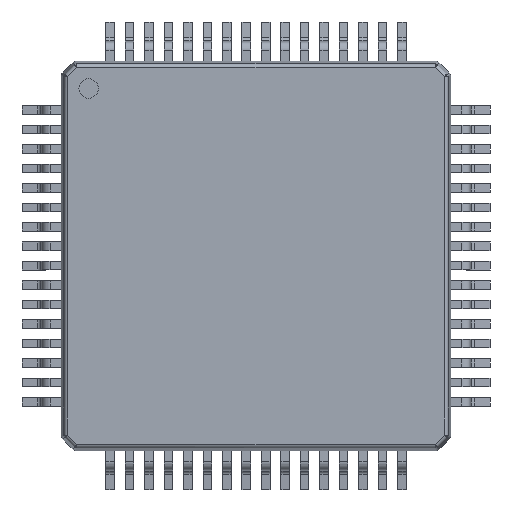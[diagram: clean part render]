
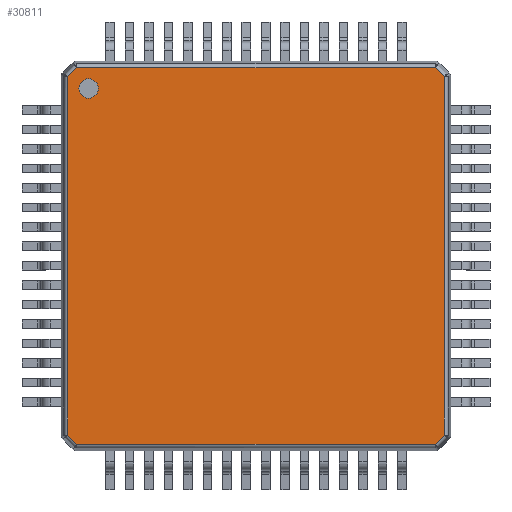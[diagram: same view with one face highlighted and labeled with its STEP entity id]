
A CAD part, top view. The second image highlights one B-rep face of the part: STEP entity #30811.
In plain terms, the highlighted planar face has unit normal (0, 0, 1).
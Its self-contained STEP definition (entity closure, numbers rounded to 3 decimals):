
#96 = EDGE_CURVE ( 'NONE', #2525, #12991, #2081, .T. ) ;
#840 = ORIENTED_EDGE ( 'NONE', *, *, #17764, .T. ) ;
#962 = LINE ( 'NONE', #5952, #17346 ) ;
#1105 = EDGE_CURVE ( 'NONE', #2585, #13135, #26231, .T. ) ;
#1143 = LINE ( 'NONE', #7691, #27700 ) ;
#1254 = DIRECTION ( 'NONE',  ( -0.707, -0.707, 0. ) ) ;
#1394 = EDGE_CURVE ( 'NONE', #22891, #2080, #29658, .T. ) ;
#2080 = VERTEX_POINT ( 'NONE', #24439 ) ;
#2081 = LINE ( 'NONE', #13475, #26888 ) ;
#2525 = VERTEX_POINT ( 'NONE', #5208 ) ;
#2585 = VERTEX_POINT ( 'NONE', #12849 ) ;
#2674 = ORIENTED_EDGE ( 'NONE', *, *, #96, .T. ) ;
#2906 = DIRECTION ( 'NONE',  ( 0., 0., 1. ) ) ;
#3108 = AXIS2_PLACEMENT_3D ( 'NONE', #21596, #23302, #4889 ) ;
#3229 = DIRECTION ( 'NONE',  ( -0.707, 0.707, 0. ) ) ;
#3762 = CARTESIAN_POINT ( 'NONE',  ( -4.834, 4.601, 1.5 ) ) ;
#3830 = CARTESIAN_POINT ( 'NONE',  ( 4.601, 4.834, 1.5 ) ) ;
#4191 = ORIENTED_EDGE ( 'NONE', *, *, #1105, .T. ) ;
#4257 = CARTESIAN_POINT ( 'NONE',  ( -4.601, 4.834, 1.5 ) ) ;
#4701 = EDGE_LOOP ( 'NONE', ( #8605, #840, #16074, #4191, #26138, #2674, #8321, #29857 ) ) ;
#4889 = DIRECTION ( 'NONE',  ( -1., 0., 0. ) ) ;
#5208 = CARTESIAN_POINT ( 'NONE',  ( 4.834, -4.601, 1.5 ) ) ;
#5311 = VECTOR ( 'NONE', #6589, 1000. ) ;
#5671 = EDGE_CURVE ( 'NONE', #13737, #30270, #16569, .T. ) ;
#5707 = FACE_BOUND ( 'NONE', #19630, .T. ) ;
#5857 = VECTOR ( 'NONE', #3229, 1000. ) ;
#5864 = LINE ( 'NONE', #24598, #5857 ) ;
#5952 = CARTESIAN_POINT ( 'NONE',  ( 4.601, 4.834, 1.5 ) ) ;
#6589 = DIRECTION ( 'NONE',  ( 1., 0., 0. ) ) ;
#6896 = VECTOR ( 'NONE', #24664, 1000. ) ;
#7691 = CARTESIAN_POINT ( 'NONE',  ( -4.834, -4.601, 1.5 ) ) ;
#8116 = CARTESIAN_POINT ( 'NONE',  ( 4.601, -4.834, 1.5 ) ) ;
#8321 = ORIENTED_EDGE ( 'NONE', *, *, #28939, .T. ) ;
#8605 = ORIENTED_EDGE ( 'NONE', *, *, #1394, .T. ) ;
#8928 = CARTESIAN_POINT ( 'NONE',  ( -4.05, 4.3, 1.5 ) ) ;
#8946 = ORIENTED_EDGE ( 'NONE', *, *, #19402, .T. ) ;
#8953 = EDGE_CURVE ( 'NONE', #13135, #2525, #15288, .T. ) ;
#9738 = CARTESIAN_POINT ( 'NONE',  ( -4.55, 4.3, 1.5 ) ) ;
#10983 = DIRECTION ( 'NONE',  ( 0., 1., 0. ) ) ;
#11044 = CIRCLE ( 'NONE', #30472, 0.25 ) ;
#11950 = AXIS2_PLACEMENT_3D ( 'NONE', #29585, #2906, #21783 ) ;
#12849 = CARTESIAN_POINT ( 'NONE',  ( -4.601, -4.834, 1.5 ) ) ;
#12991 = VERTEX_POINT ( 'NONE', #23590 ) ;
#13130 = CARTESIAN_POINT ( 'NONE',  ( -4.601, 4.834, 1.5 ) ) ;
#13135 = VERTEX_POINT ( 'NONE', #29336 ) ;
#13475 = CARTESIAN_POINT ( 'NONE',  ( 4.834, -4.601, 1.5 ) ) ;
#13737 = VERTEX_POINT ( 'NONE', #9738 ) ;
#13923 = EDGE_CURVE ( 'NONE', #25124, #2585, #1143, .T. ) ;
#14375 = CARTESIAN_POINT ( 'NONE',  ( -4.601, -4.834, 1.5 ) ) ;
#14744 = CARTESIAN_POINT ( 'NONE',  ( -4.3, 4.3, 1.5 ) ) ;
#15142 = EDGE_CURVE ( 'NONE', #25493, #22891, #962, .T. ) ;
#15288 = LINE ( 'NONE', #8116, #16943 ) ;
#15299 = LINE ( 'NONE', #3762, #6896 ) ;
#16074 = ORIENTED_EDGE ( 'NONE', *, *, #13923, .T. ) ;
#16569 = CIRCLE ( 'NONE', #3108, 0.25 ) ;
#16943 = VECTOR ( 'NONE', #25121, 1000. ) ;
#17115 = DIRECTION ( 'NONE',  ( 1., 0., 0. ) ) ;
#17346 = VECTOR ( 'NONE', #24998, 1000. ) ;
#17764 = EDGE_CURVE ( 'NONE', #2080, #25124, #15299, .T. ) ;
#17832 = DIRECTION ( 'NONE',  ( 0.707, -0.707, 0. ) ) ;
#19402 = EDGE_CURVE ( 'NONE', #30270, #13737, #11044, .T. ) ;
#19630 = EDGE_LOOP ( 'NONE', ( #25982, #8946 ) ) ;
#19752 = PLANE ( 'NONE',  #11950 ) ;
#21317 = DIRECTION ( 'NONE',  ( 0., 0., -1. ) ) ;
#21596 = CARTESIAN_POINT ( 'NONE',  ( -4.3, 4.3, 1.5 ) ) ;
#21783 = DIRECTION ( 'NONE',  ( 1., 0., 0. ) ) ;
#22728 = CARTESIAN_POINT ( 'NONE',  ( -4.834, -4.601, 1.5 ) ) ;
#22891 = VERTEX_POINT ( 'NONE', #4257 ) ;
#23302 = DIRECTION ( 'NONE',  ( 0., 0., -1. ) ) ;
#23590 = CARTESIAN_POINT ( 'NONE',  ( 4.834, 4.601, 1.5 ) ) ;
#24439 = CARTESIAN_POINT ( 'NONE',  ( -4.834, 4.601, 1.5 ) ) ;
#24585 = FACE_OUTER_BOUND ( 'NONE', #4701, .T. ) ;
#24598 = CARTESIAN_POINT ( 'NONE',  ( 4.834, 4.601, 1.5 ) ) ;
#24664 = DIRECTION ( 'NONE',  ( 0., -1., 0. ) ) ;
#24998 = DIRECTION ( 'NONE',  ( -1., 0., 0. ) ) ;
#25121 = DIRECTION ( 'NONE',  ( 0.707, 0.707, 0. ) ) ;
#25124 = VERTEX_POINT ( 'NONE', #22728 ) ;
#25493 = VERTEX_POINT ( 'NONE', #3830 ) ;
#25982 = ORIENTED_EDGE ( 'NONE', *, *, #5671, .T. ) ;
#26138 = ORIENTED_EDGE ( 'NONE', *, *, #8953, .T. ) ;
#26231 = LINE ( 'NONE', #14375, #5311 ) ;
#26888 = VECTOR ( 'NONE', #10983, 1000. ) ;
#27700 = VECTOR ( 'NONE', #17832, 1000. ) ;
#28939 = EDGE_CURVE ( 'NONE', #12991, #25493, #5864, .T. ) ;
#29336 = CARTESIAN_POINT ( 'NONE',  ( 4.601, -4.834, 1.5 ) ) ;
#29585 = CARTESIAN_POINT ( 'NONE',  ( 0., 0., 1.5 ) ) ;
#29658 = LINE ( 'NONE', #13130, #29747 ) ;
#29747 = VECTOR ( 'NONE', #1254, 1000. ) ;
#29857 = ORIENTED_EDGE ( 'NONE', *, *, #15142, .T. ) ;
#30270 = VERTEX_POINT ( 'NONE', #8928 ) ;
#30472 = AXIS2_PLACEMENT_3D ( 'NONE', #14744, #21317, #17115 ) ;
#30811 = ADVANCED_FACE ( 'NONE', ( #24585, #5707 ), #19752, .T. ) ;
